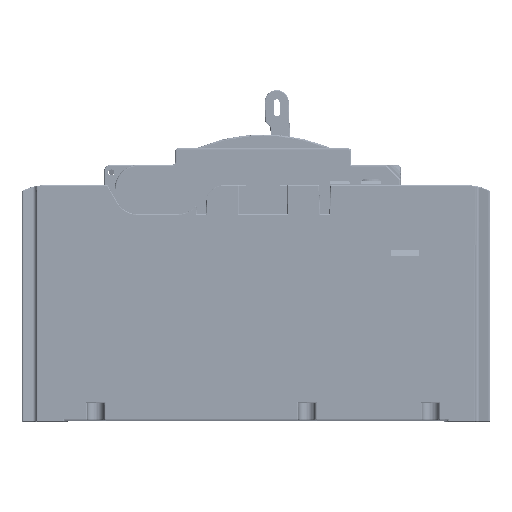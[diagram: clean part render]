
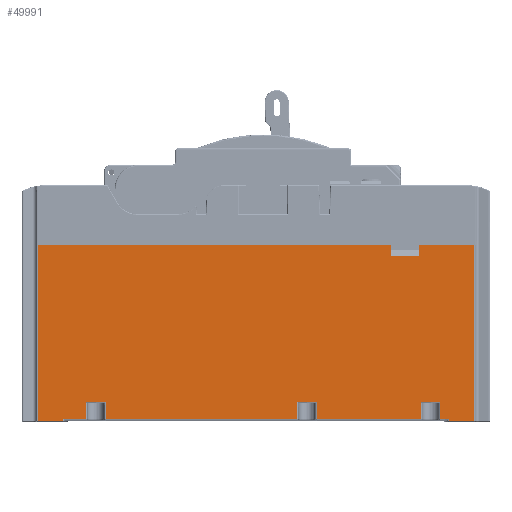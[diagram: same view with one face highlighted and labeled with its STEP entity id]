
A CAD part, front view. The second image highlights one B-rep face of the part: STEP entity #49991.
In plain terms, the highlighted planar face has unit normal (0, -1, 0).
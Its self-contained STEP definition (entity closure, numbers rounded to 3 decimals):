
#9394=PLANE('',#187898);
#22043=LINE('',#290045,#38574);
#22047=LINE('',#290053,#38578);
#22062=LINE('',#290110,#38593);
#22063=LINE('',#290112,#38594);
#22064=LINE('',#290114,#38595);
#22065=LINE('',#290115,#38596);
#22066=LINE('',#290117,#38597);
#22067=LINE('',#290119,#38598);
#22068=LINE('',#290121,#38599);
#22069=LINE('',#290123,#38600);
#22070=LINE('',#290125,#38601);
#22071=LINE('',#290127,#38602);
#22072=LINE('',#290129,#38603);
#22073=LINE('',#290131,#38604);
#22074=LINE('',#290133,#38605);
#22075=LINE('',#290135,#38606);
#22076=LINE('',#290137,#38607);
#22077=LINE('',#290139,#38608);
#22078=LINE('',#290141,#38609);
#22079=LINE('',#290143,#38610);
#22080=LINE('',#290145,#38611);
#22081=LINE('',#290147,#38612);
#22082=LINE('',#290149,#38613);
#22083=LINE('',#290151,#38614);
#38574=VECTOR('',#225151,1.);
#38578=VECTOR('',#225155,1.);
#38593=VECTOR('',#225200,1.);
#38594=VECTOR('',#225201,1.);
#38595=VECTOR('',#225202,1.);
#38596=VECTOR('',#225203,1.);
#38597=VECTOR('',#225204,1.);
#38598=VECTOR('',#225205,1.);
#38599=VECTOR('',#225206,1.);
#38600=VECTOR('',#225207,1.);
#38601=VECTOR('',#225208,1.);
#38602=VECTOR('',#225209,1.);
#38603=VECTOR('',#225210,1.);
#38604=VECTOR('',#225211,1.);
#38605=VECTOR('',#225212,1.);
#38606=VECTOR('',#225213,1.);
#38607=VECTOR('',#225214,1.);
#38608=VECTOR('',#225215,1.);
#38609=VECTOR('',#225216,1.);
#38610=VECTOR('',#225217,1.);
#38611=VECTOR('',#225218,1.);
#38612=VECTOR('',#225219,1.);
#38613=VECTOR('',#225220,1.);
#38614=VECTOR('',#225221,1.);
#49991=ADVANCED_FACE('',(#60240),#9394,.T.);
#60240=FACE_OUTER_BOUND('',#70620,.T.);
#70620=EDGE_LOOP('',(#112427,#112428,#112429,#112430,#112431,#112432,#112433,
#112434,#112435,#112436,#112437,#112438,#112439,#112440,#112441,#112442,
#112443,#112444,#112445,#112446,#112447,#112448,#112449,#112450));
#112427=ORIENTED_EDGE('',*,*,#166954,.T.);
#112428=ORIENTED_EDGE('',*,*,#166955,.T.);
#112429=ORIENTED_EDGE('',*,*,#166956,.F.);
#112430=ORIENTED_EDGE('',*,*,#166921,.T.);
#112431=ORIENTED_EDGE('',*,*,#166957,.F.);
#112432=ORIENTED_EDGE('',*,*,#166958,.T.);
#112433=ORIENTED_EDGE('',*,*,#166959,.T.);
#112434=ORIENTED_EDGE('',*,*,#166960,.T.);
#112435=ORIENTED_EDGE('',*,*,#166961,.T.);
#112436=ORIENTED_EDGE('',*,*,#166962,.T.);
#112437=ORIENTED_EDGE('',*,*,#166963,.T.);
#112438=ORIENTED_EDGE('',*,*,#166964,.T.);
#112439=ORIENTED_EDGE('',*,*,#166965,.T.);
#112440=ORIENTED_EDGE('',*,*,#166966,.T.);
#112441=ORIENTED_EDGE('',*,*,#166967,.T.);
#112442=ORIENTED_EDGE('',*,*,#166968,.T.);
#112443=ORIENTED_EDGE('',*,*,#166969,.T.);
#112444=ORIENTED_EDGE('',*,*,#166970,.T.);
#112445=ORIENTED_EDGE('',*,*,#166971,.T.);
#112446=ORIENTED_EDGE('',*,*,#166972,.T.);
#112447=ORIENTED_EDGE('',*,*,#166973,.T.);
#112448=ORIENTED_EDGE('',*,*,#166974,.T.);
#112449=ORIENTED_EDGE('',*,*,#166975,.T.);
#112450=ORIENTED_EDGE('',*,*,#166925,.T.);
#145329=VERTEX_POINT('',#290044);
#145330=VERTEX_POINT('',#290046);
#145333=VERTEX_POINT('',#290052);
#145334=VERTEX_POINT('',#290054);
#145361=VERTEX_POINT('',#290111);
#145362=VERTEX_POINT('',#290113);
#145363=VERTEX_POINT('',#290116);
#145364=VERTEX_POINT('',#290118);
#145365=VERTEX_POINT('',#290120);
#145366=VERTEX_POINT('',#290122);
#145367=VERTEX_POINT('',#290124);
#145368=VERTEX_POINT('',#290126);
#145369=VERTEX_POINT('',#290128);
#145370=VERTEX_POINT('',#290130);
#145371=VERTEX_POINT('',#290132);
#145372=VERTEX_POINT('',#290134);
#145373=VERTEX_POINT('',#290136);
#145374=VERTEX_POINT('',#290138);
#145375=VERTEX_POINT('',#290140);
#145376=VERTEX_POINT('',#290142);
#145377=VERTEX_POINT('',#290144);
#145378=VERTEX_POINT('',#290146);
#145379=VERTEX_POINT('',#290148);
#145380=VERTEX_POINT('',#290150);
#166921=EDGE_CURVE('',#145330,#145329,#22043,.T.);
#166925=EDGE_CURVE('',#145334,#145333,#22047,.T.);
#166954=EDGE_CURVE('',#145333,#145361,#22062,.T.);
#166955=EDGE_CURVE('',#145361,#145362,#22063,.T.);
#166956=EDGE_CURVE('',#145330,#145362,#22064,.T.);
#166957=EDGE_CURVE('',#145363,#145329,#22065,.T.);
#166958=EDGE_CURVE('',#145363,#145364,#22066,.T.);
#166959=EDGE_CURVE('',#145364,#145365,#22067,.T.);
#166960=EDGE_CURVE('',#145365,#145366,#22068,.T.);
#166961=EDGE_CURVE('',#145366,#145367,#22069,.T.);
#166962=EDGE_CURVE('',#145367,#145368,#22070,.T.);
#166963=EDGE_CURVE('',#145368,#145369,#22071,.T.);
#166964=EDGE_CURVE('',#145369,#145370,#22072,.T.);
#166965=EDGE_CURVE('',#145370,#145371,#22073,.T.);
#166966=EDGE_CURVE('',#145371,#145372,#22074,.T.);
#166967=EDGE_CURVE('',#145372,#145373,#22075,.T.);
#166968=EDGE_CURVE('',#145373,#145374,#22076,.T.);
#166969=EDGE_CURVE('',#145374,#145375,#22077,.T.);
#166970=EDGE_CURVE('',#145375,#145376,#22078,.T.);
#166971=EDGE_CURVE('',#145376,#145377,#22079,.T.);
#166972=EDGE_CURVE('',#145377,#145378,#22080,.T.);
#166973=EDGE_CURVE('',#145378,#145379,#22081,.T.);
#166974=EDGE_CURVE('',#145379,#145380,#22082,.T.);
#166975=EDGE_CURVE('',#145380,#145334,#22083,.T.);
#187898=AXIS2_PLACEMENT_3D('',#290152,#225222,#225223);
#225151=DIRECTION('',(-1.,0.,0.));
#225155=DIRECTION('',(-1.,0.,0.));
#225200=DIRECTION('',(0.,0.,-1.));
#225201=DIRECTION('',(-1.,0.,0.));
#225202=DIRECTION('',(0.,0.,-1.));
#225203=DIRECTION('',(0.,0.,1.));
#225204=DIRECTION('',(1.,0.,0.));
#225205=DIRECTION('',(0.,0.,1.));
#225206=DIRECTION('',(1.,0.,0.));
#225207=DIRECTION('',(0.,0.,1.));
#225208=DIRECTION('',(1.,0.,0.));
#225209=DIRECTION('',(0.,0.,-1.));
#225210=DIRECTION('',(1.,0.,0.));
#225211=DIRECTION('',(0.,0.,1.));
#225212=DIRECTION('',(1.,0.,0.));
#225213=DIRECTION('',(0.,0.,-1.));
#225214=DIRECTION('',(1.,0.,0.));
#225215=DIRECTION('',(0.,0.,1.));
#225216=DIRECTION('',(1.,0.,0.));
#225217=DIRECTION('',(0.,0.,-1.));
#225218=DIRECTION('',(1.,0.,0.));
#225219=DIRECTION('',(0.,0.,-1.));
#225220=DIRECTION('',(1.,0.,0.));
#225221=DIRECTION('',(0.,0.,1.));
#225222=DIRECTION('',(0.,-1.,0.));
#225223=DIRECTION('',(0.,0.,1.));
#290044=CARTESIAN_POINT('',(5.5,0.,40.));
#290045=CARTESIAN_POINT('',(82.5,0.,40.));
#290046=CARTESIAN_POINT('',(130.,0.,40.));
#290052=CARTESIAN_POINT('',(140.,0.,40.));
#290053=CARTESIAN_POINT('',(82.5,0.,40.));
#290054=CARTESIAN_POINT('',(159.5,0.,40.));
#290110=CARTESIAN_POINT('',(140.,0.,38.));
#290111=CARTESIAN_POINT('',(140.,0.,36.));
#290112=CARTESIAN_POINT('',(115.,0.,36.));
#290113=CARTESIAN_POINT('',(130.,0.,36.));
#290114=CARTESIAN_POINT('',(130.,0.,38.));
#290115=CARTESIAN_POINT('',(5.5,0.,-32.));
#290116=CARTESIAN_POINT('',(5.5,0.,-22.));
#290117=CARTESIAN_POINT('',(82.5,0.,-22.));
#290118=CARTESIAN_POINT('',(14.5,0.,-22.));
#290119=CARTESIAN_POINT('',(14.5,0.,-22.));
#290120=CARTESIAN_POINT('',(14.5,0.,-21.5));
#290121=CARTESIAN_POINT('',(22.5,0.,-21.5));
#290122=CARTESIAN_POINT('',(22.5,0.,-21.5));
#290123=CARTESIAN_POINT('',(22.5,0.,-14.));
#290124=CARTESIAN_POINT('',(22.5,0.,-15.5));
#290125=CARTESIAN_POINT('',(29.,0.,-15.5));
#290126=CARTESIAN_POINT('',(29.5,0.,-15.5));
#290127=CARTESIAN_POINT('',(29.5,0.,-22.));
#290128=CARTESIAN_POINT('',(29.5,0.,-21.5));
#290129=CARTESIAN_POINT('',(97.,0.,-21.5));
#290130=CARTESIAN_POINT('',(97.,0.,-21.5));
#290131=CARTESIAN_POINT('',(97.,0.,-14.));
#290132=CARTESIAN_POINT('',(97.,0.,-15.5));
#290133=CARTESIAN_POINT('',(103.5,0.,-15.5));
#290134=CARTESIAN_POINT('',(104.,0.,-15.5));
#290135=CARTESIAN_POINT('',(104.,0.,-22.));
#290136=CARTESIAN_POINT('',(104.,0.,-21.5));
#290137=CARTESIAN_POINT('',(140.5,0.,-21.5));
#290138=CARTESIAN_POINT('',(140.5,0.,-21.5));
#290139=CARTESIAN_POINT('',(140.5,0.,-14.));
#290140=CARTESIAN_POINT('',(140.5,0.,-15.5));
#290141=CARTESIAN_POINT('',(147.,0.,-15.5));
#290142=CARTESIAN_POINT('',(147.5,0.,-15.5));
#290143=CARTESIAN_POINT('',(147.5,0.,-22.));
#290144=CARTESIAN_POINT('',(147.5,0.,-21.5));
#290145=CARTESIAN_POINT('',(150.5,0.,-21.5));
#290146=CARTESIAN_POINT('',(150.5,0.,-21.5));
#290147=CARTESIAN_POINT('',(150.5,0.,0.));
#290148=CARTESIAN_POINT('',(150.5,0.,-22.));
#290149=CARTESIAN_POINT('',(159.5,0.,-22.));
#290150=CARTESIAN_POINT('',(159.5,0.,-22.));
#290151=CARTESIAN_POINT('',(159.5,0.,-32.));
#290152=CARTESIAN_POINT('',(82.5,0.,0.));
